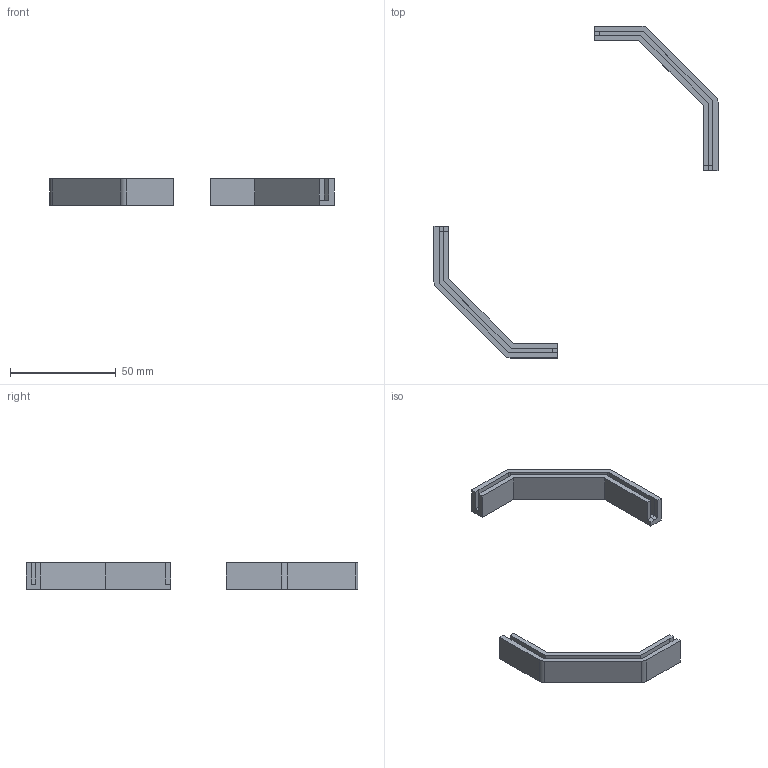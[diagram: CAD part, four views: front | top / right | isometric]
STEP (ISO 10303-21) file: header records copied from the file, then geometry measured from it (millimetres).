
FILE_DESCRIPTION(('FreeCAD Model'),'2;1');
FILE_NAME('123.step', '2020-03-16T20:14:02',('Author'),(''), 'Open CASCADE STEP processor 7.3','FreeCAD','Unknown');
FILE_SCHEMA(('AUTOMOTIVE_DESIGN { 1 0 10303 214 1 1 1 1 }'));
Length unit declared in the file: millimetre
Products named in the file (2): front_left; rear_right
Bounding box: 134.2 x 156.85 x 12.4 mm (x, y, z)
Volume: 12526.7 mm3; surface area: 11634 mm2
Topology: 2 solids, 2 shells, 58 faces, 152 edges, 98 vertices
Faces by surface type: plane 50, cylinder 8
Entity records: 3791 total; most frequent: CARTESIAN_POINT 661, DIRECTION 582, LINE 424, VECTOR 424, ORIENTED_EDGE 304, PCURVE 304, DEFINITIONAL_REPRESENTATION 304, EDGE_CURVE 152
